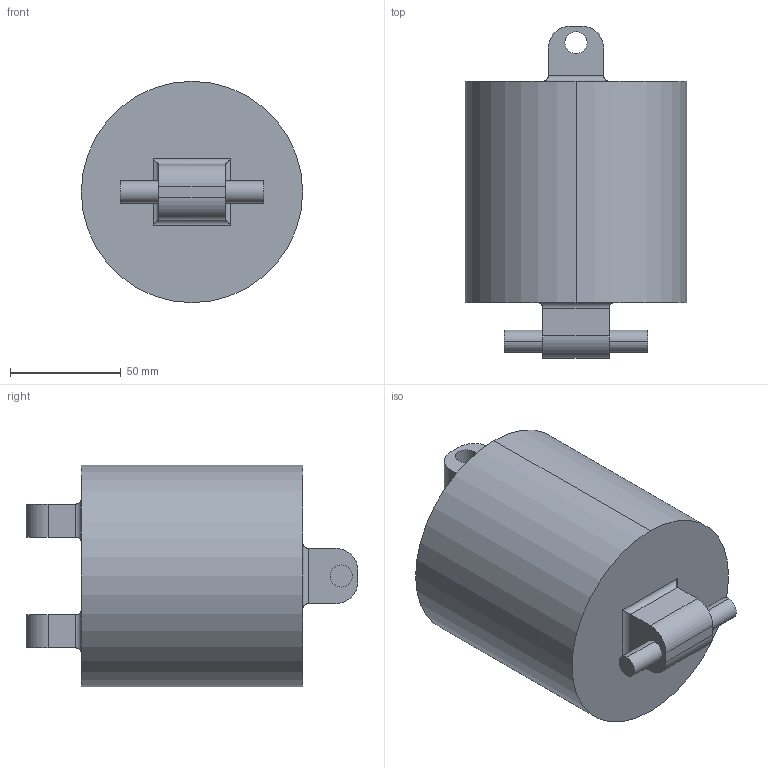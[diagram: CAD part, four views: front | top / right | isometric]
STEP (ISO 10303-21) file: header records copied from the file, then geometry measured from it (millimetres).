
FILE_DESCRIPTION (( 'STEP AP203' ), '1' );
FILE_NAME ('Joint_Default_sldprt.STEP', '2022-12-18T11:12:08', ( '' ), ( '' ), 'SwSTEP 2.0', 'SolidWorks 2020', '' );
FILE_SCHEMA (( 'CONFIG_CONTROL_DESIGN' ));
Length unit declared in the file: millimetre
Products named in the file (1): Joint_Default_sldprt
Bounding box: 100 x 150 x 100 mm (x, y, z)
Volume: 821095.8 mm3; surface area: 54550.1 mm2
Topology: 1 solids, 1 shells, 47 faces, 108 edges, 68 vertices
Faces by surface type: cylinder 28, plane 19
Entity records: 1403 total; most frequent: CARTESIAN_POINT 260, DIRECTION 224, ORIENTED_EDGE 216, EDGE_CURVE 108, AXIS2_PLACEMENT_3D 80, VERTEX_POINT 68, LINE 64, VECTOR 64
